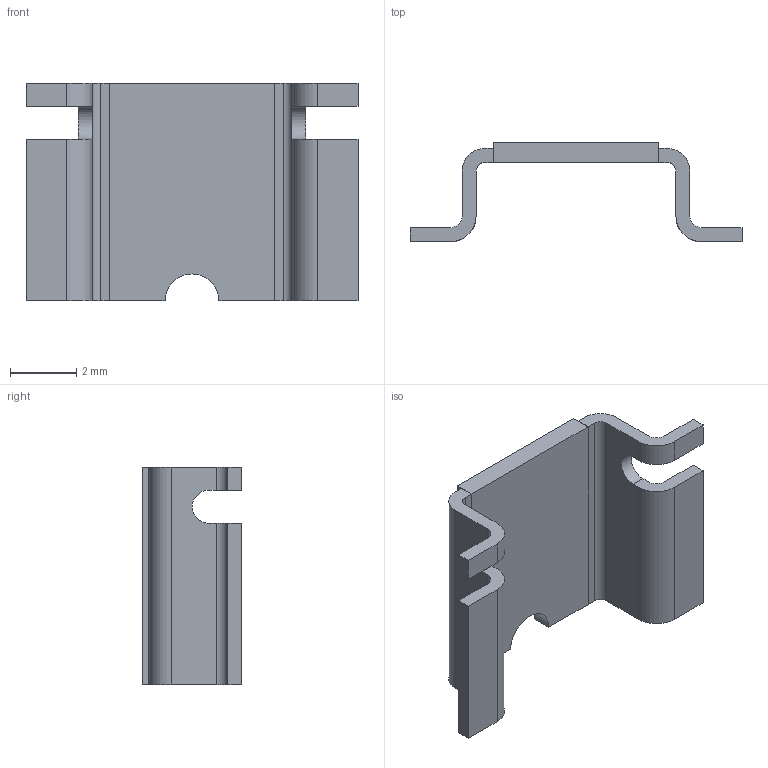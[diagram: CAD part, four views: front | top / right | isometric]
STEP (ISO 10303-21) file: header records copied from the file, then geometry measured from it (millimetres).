
FILE_DESCRIPTION (( 'STEP AP214' ), '1' );
FILE_NAME ('User Library-css4j-4026r-l500x.STEP', '2021-09-03T22:50:35', ( '' ), ( '' ), 'SwSTEP 2.0', 'SolidWorks 2021', '' );
FILE_SCHEMA (( 'AUTOMOTIVE_DESIGN' ));
Length unit declared in the file: millimetre
Products named in the file (1): User Library-css4j-4026r-l500x
Bounding box: 10.06 x 3.01 x 6.6 mm (x, y, z)
Volume: 42 mm3; surface area: 209.9 mm2
Topology: 3 solids, 3 shells, 247 faces, 657 edges, 438 vertices
Faces by surface type: plane 137, bspline 94, cylinder 16
Entity records: 14912 total; most frequent: CARTESIAN_POINT 7261, ORIENTED_EDGE 1314, DIRECTION 809, EDGE_CURVE 657, VERTEX_POINT 438, LINE 437, VECTOR 437, EDGE_LOOP 269
